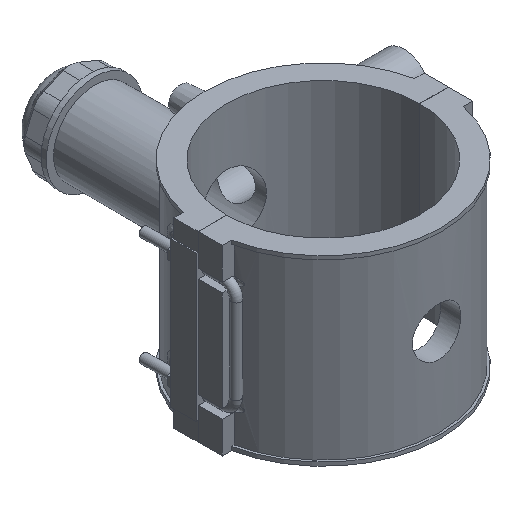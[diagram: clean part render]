
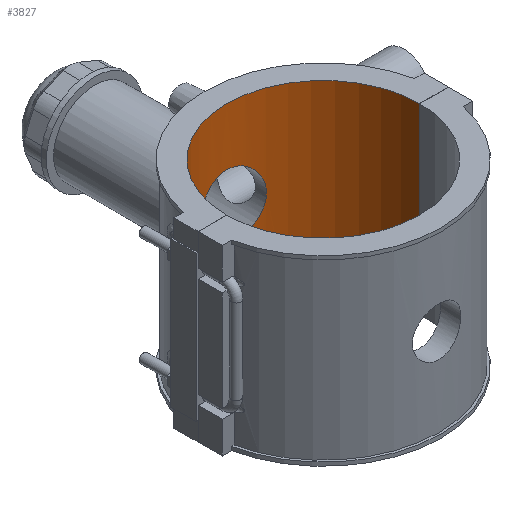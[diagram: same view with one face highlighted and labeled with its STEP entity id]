
A CAD part, isometric view. The second image highlights one B-rep face of the part: STEP entity #3827.
In plain terms, the highlighted cylindrical face has radius 62.5 mm (diameter 125 mm), a partial arc.
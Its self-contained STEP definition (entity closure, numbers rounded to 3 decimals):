
#280=LINE('',#7650,#579);
#340=LINE('',#8064,#639);
#579=VECTOR('',#4878,118.);
#639=VECTOR('',#5094,118.);
#903=CIRCLE('',#4152,62.5);
#904=CIRCLE('',#4154,62.5);
#955=FACE_BOUND('',#1453,.T.);
#1178=FACE_OUTER_BOUND('',#1452,.T.);
#1452=EDGE_LOOP('',(#3541,#3542,#3543,#3544));
#1453=EDGE_LOOP('',(#3545));
#1455=B_SPLINE_CURVE_WITH_KNOTS('',3,(#5113,#5114,#5115,#5116,#5117,#5118,
#5119,#5120,#5121,#5122,#5123,#5124,#5125,#5126,#5127,#5128,#5129,#5130,
#5131,#5132,#5133,#5134,#5135,#5136,#5137,#5138,#5139,#5140,#5141,#5142,
#5143,#5144,#5145,#5146,#5147,#5148,#5149,#5150,#5151,#5152,#5153,#5154,
#5155,#5156,#5157,#5158,#5159,#5160,#5161,#5162,#5163,#5164,#5165,#5166,
#5167,#5168,#5169,#5170,#5171,#5172,#5173,#5174,#5175,#5176,#5177,#5178),
 .UNSPECIFIED.,.T.,.F.,(4,2,2,2,2,2,2,2,2,2,2,2,2,2,2,2,2,2,2,2,2,2,2,2,
2,2,2,2,2,2,2,2,4),(0.,0.416,0.832,1.248,
1.664,2.08,2.495,2.911,3.327,
3.742,4.158,4.574,4.99,5.406,
5.822,6.237,6.653,7.069,7.485,
7.901,8.317,8.733,9.149,9.564,
9.98,10.396,10.812,11.227,11.643,
12.059,12.475,12.891,13.307),
 .UNSPECIFIED.);
#1569=VERTEX_POINT('',#5112);
#1861=VERTEX_POINT('',#7647);
#1862=VERTEX_POINT('',#7649);
#1919=VERTEX_POINT('',#8061);
#1920=VERTEX_POINT('',#8063);
#1922=EDGE_CURVE('',#1569,#1569,#1455,.T.);
#2350=EDGE_CURVE('',#1862,#1861,#280,.T.);
#2452=EDGE_CURVE('',#1920,#1919,#340,.T.);
#2455=EDGE_CURVE('',#1862,#1919,#903,.T.);
#2456=EDGE_CURVE('',#1920,#1861,#904,.T.);
#3541=ORIENTED_EDGE('',*,*,#2452,.T.);
#3542=ORIENTED_EDGE('',*,*,#2455,.F.);
#3543=ORIENTED_EDGE('',*,*,#2350,.T.);
#3544=ORIENTED_EDGE('',*,*,#2456,.F.);
#3545=ORIENTED_EDGE('',*,*,#1922,.T.);
#3604=CYLINDRICAL_SURFACE('',#4155,62.5);
#3827=ADVANCED_FACE('',(#1178,#955),#3604,.F.);
#4152=AXIS2_PLACEMENT_3D('',#8069,#5099,#5100);
#4154=AXIS2_PLACEMENT_3D('',#8071,#5103,#5104);
#4155=AXIS2_PLACEMENT_3D('',#8073,#5106,#5107);
#4878=DIRECTION('',(0.,0.,-1.));
#5094=DIRECTION('',(0.,0.,1.));
#5099=DIRECTION('center_axis',(0.,0.,-1.));
#5100=DIRECTION('ref_axis',(-1.,0.,0.));
#5103=DIRECTION('center_axis',(0.,0.,1.));
#5104=DIRECTION('ref_axis',(-1.,0.,0.));
#5106=DIRECTION('center_axis',(0.,0.,1.));
#5107=DIRECTION('ref_axis',(-1.,0.,0.));
#5112=CARTESIAN_POINT('',(-21.875,58.547,0.));
#5113=CARTESIAN_POINT('Ctrl Pts',(-21.875,58.547,0.));
#5114=CARTESIAN_POINT('Ctrl Pts',(-21.875,58.547,1.387));
#5115=CARTESIAN_POINT('Ctrl Pts',(-21.741,58.597,2.816));
#5116=CARTESIAN_POINT('Ctrl Pts',(-21.182,58.802,5.652));
#5117=CARTESIAN_POINT('Ctrl Pts',(-20.756,58.956,7.058));
#5118=CARTESIAN_POINT('Ctrl Pts',(-19.637,59.338,9.749));
#5119=CARTESIAN_POINT('Ctrl Pts',(-18.941,59.567,11.036));
#5120=CARTESIAN_POINT('Ctrl Pts',(-17.34,60.052,13.413));
#5121=CARTESIAN_POINT('Ctrl Pts',(-16.433,60.309,14.503));
#5122=CARTESIAN_POINT('Ctrl Pts',(-14.504,60.802,16.432));
#5123=CARTESIAN_POINT('Ctrl Pts',(-13.414,61.056,17.339));
#5124=CARTESIAN_POINT('Ctrl Pts',(-11.037,61.53,18.941));
#5125=CARTESIAN_POINT('Ctrl Pts',(-9.749,61.75,19.636));
#5126=CARTESIAN_POINT('Ctrl Pts',(-7.058,62.115,20.756));
#5127=CARTESIAN_POINT('Ctrl Pts',(-5.651,62.26,21.182));
#5128=CARTESIAN_POINT('Ctrl Pts',(-2.815,62.453,21.741));
#5129=CARTESIAN_POINT('Ctrl Pts',(-1.386,62.5,21.875));
#5130=CARTESIAN_POINT('Ctrl Pts',(1.386,62.5,21.875));
#5131=CARTESIAN_POINT('Ctrl Pts',(2.815,62.453,21.741));
#5132=CARTESIAN_POINT('Ctrl Pts',(5.651,62.26,21.182));
#5133=CARTESIAN_POINT('Ctrl Pts',(7.058,62.115,20.756));
#5134=CARTESIAN_POINT('Ctrl Pts',(9.749,61.75,19.636));
#5135=CARTESIAN_POINT('Ctrl Pts',(11.037,61.53,18.941));
#5136=CARTESIAN_POINT('Ctrl Pts',(13.414,61.056,17.339));
#5137=CARTESIAN_POINT('Ctrl Pts',(14.504,60.802,16.432));
#5138=CARTESIAN_POINT('Ctrl Pts',(16.433,60.309,14.503));
#5139=CARTESIAN_POINT('Ctrl Pts',(17.34,60.052,13.413));
#5140=CARTESIAN_POINT('Ctrl Pts',(18.941,59.567,11.036));
#5141=CARTESIAN_POINT('Ctrl Pts',(19.637,59.338,9.749));
#5142=CARTESIAN_POINT('Ctrl Pts',(20.756,58.956,7.058));
#5143=CARTESIAN_POINT('Ctrl Pts',(21.182,58.802,5.652));
#5144=CARTESIAN_POINT('Ctrl Pts',(21.741,58.597,2.816));
#5145=CARTESIAN_POINT('Ctrl Pts',(21.875,58.547,1.387));
#5146=CARTESIAN_POINT('Ctrl Pts',(21.875,58.547,-1.387));
#5147=CARTESIAN_POINT('Ctrl Pts',(21.741,58.597,-2.816));
#5148=CARTESIAN_POINT('Ctrl Pts',(21.182,58.802,-5.652));
#5149=CARTESIAN_POINT('Ctrl Pts',(20.756,58.956,-7.058));
#5150=CARTESIAN_POINT('Ctrl Pts',(19.637,59.338,-9.749));
#5151=CARTESIAN_POINT('Ctrl Pts',(18.941,59.567,-11.036));
#5152=CARTESIAN_POINT('Ctrl Pts',(17.34,60.052,-13.413));
#5153=CARTESIAN_POINT('Ctrl Pts',(16.433,60.309,-14.503));
#5154=CARTESIAN_POINT('Ctrl Pts',(14.504,60.802,-16.432));
#5155=CARTESIAN_POINT('Ctrl Pts',(13.414,61.056,-17.339));
#5156=CARTESIAN_POINT('Ctrl Pts',(11.037,61.53,-18.941));
#5157=CARTESIAN_POINT('Ctrl Pts',(9.749,61.75,-19.636));
#5158=CARTESIAN_POINT('Ctrl Pts',(7.058,62.115,-20.756));
#5159=CARTESIAN_POINT('Ctrl Pts',(5.651,62.26,-21.182));
#5160=CARTESIAN_POINT('Ctrl Pts',(2.815,62.453,-21.741));
#5161=CARTESIAN_POINT('Ctrl Pts',(1.386,62.5,-21.875));
#5162=CARTESIAN_POINT('Ctrl Pts',(-1.386,62.5,-21.875));
#5163=CARTESIAN_POINT('Ctrl Pts',(-2.815,62.453,-21.741));
#5164=CARTESIAN_POINT('Ctrl Pts',(-5.651,62.26,-21.182));
#5165=CARTESIAN_POINT('Ctrl Pts',(-7.058,62.115,-20.756));
#5166=CARTESIAN_POINT('Ctrl Pts',(-9.749,61.75,-19.636));
#5167=CARTESIAN_POINT('Ctrl Pts',(-11.037,61.53,-18.941));
#5168=CARTESIAN_POINT('Ctrl Pts',(-13.414,61.056,-17.339));
#5169=CARTESIAN_POINT('Ctrl Pts',(-14.504,60.802,-16.432));
#5170=CARTESIAN_POINT('Ctrl Pts',(-16.433,60.309,-14.503));
#5171=CARTESIAN_POINT('Ctrl Pts',(-17.34,60.052,-13.413));
#5172=CARTESIAN_POINT('Ctrl Pts',(-18.941,59.567,-11.036));
#5173=CARTESIAN_POINT('Ctrl Pts',(-19.637,59.338,-9.749));
#5174=CARTESIAN_POINT('Ctrl Pts',(-20.756,58.956,-7.058));
#5175=CARTESIAN_POINT('Ctrl Pts',(-21.182,58.802,-5.652));
#5176=CARTESIAN_POINT('Ctrl Pts',(-21.741,58.597,-2.816));
#5177=CARTESIAN_POINT('Ctrl Pts',(-21.875,58.547,-1.387));
#5178=CARTESIAN_POINT('Ctrl Pts',(-21.875,58.547,0.));
#7647=CARTESIAN_POINT('',(-62.5,0.05,-59.));
#7649=CARTESIAN_POINT('',(-62.5,0.05,59.));
#7650=CARTESIAN_POINT('',(-62.5,0.05,0.));
#8061=CARTESIAN_POINT('',(62.5,0.05,59.));
#8063=CARTESIAN_POINT('',(62.5,0.05,-59.));
#8064=CARTESIAN_POINT('',(62.5,0.05,0.));
#8069=CARTESIAN_POINT('Origin',(0.,0.,59.));
#8071=CARTESIAN_POINT('Origin',(0.,0.,-59.));
#8073=CARTESIAN_POINT('Origin',(0.,0.,0.));
